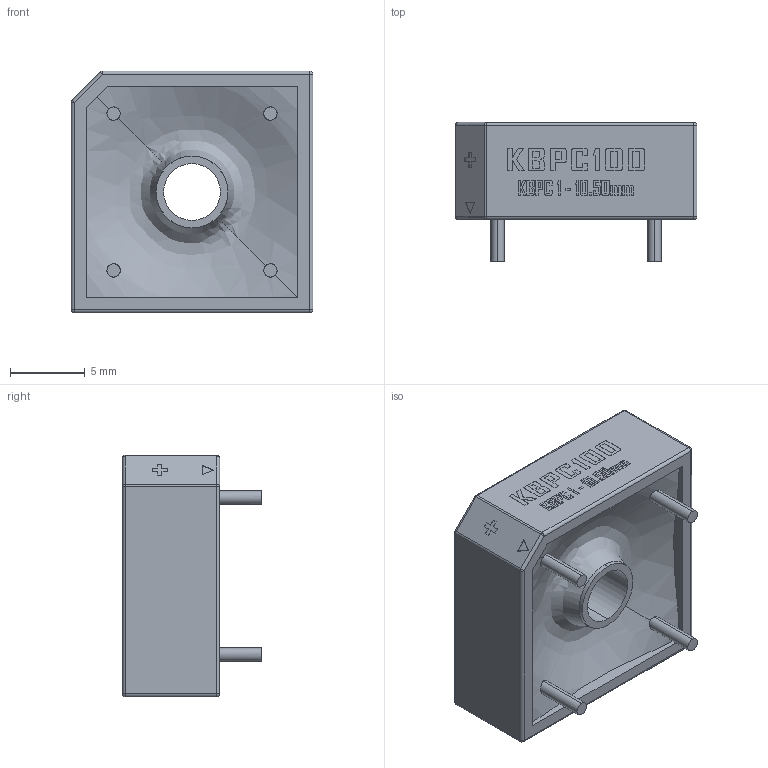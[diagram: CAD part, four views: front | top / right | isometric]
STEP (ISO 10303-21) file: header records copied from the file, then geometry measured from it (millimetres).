
FILE_DESCRIPTION (( 'STEP AP214' ), '1' );
FILE_NAME ('KBPC 1___Nonmal_Size__.STEP', '2023-03-09T12:41:39', ( '' ), ( '' ), 'SwSTEP 2.0', 'SolidWorks 2020', '' );
FILE_SCHEMA (( 'AUTOMOTIVE_DESIGN' ));
Length unit declared in the file: millimetre
Products named in the file (1): KBPC 1___Nonmal_Size__
Bounding box: 16.2 x 9.3 x 16.2 mm (x, y, z)
Volume: 1392.6 mm3; surface area: 1082.4 mm2
Topology: 1 solids, 1 shells, 403 faces, 1063 edges, 691 vertices
Faces by surface type: plane 299, bspline 65, cylinder 27, sphere 10, torus 2
Entity records: 17554 total; most frequent: CARTESIAN_POINT 4687, ORIENTED_EDGE 2106, DIRECTION 1635, EDGE_CURVE 1053, VECTOR 853, LINE 853, VERTEX_POINT 691, EDGE_LOOP 444
